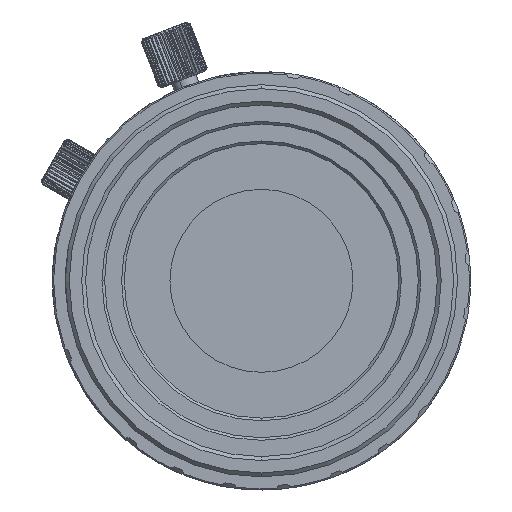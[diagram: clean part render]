
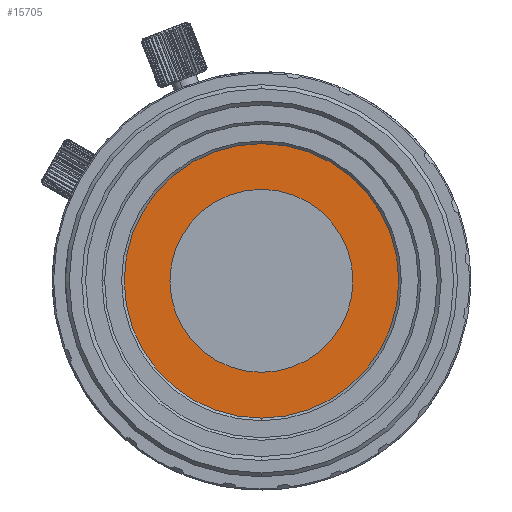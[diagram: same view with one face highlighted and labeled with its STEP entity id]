
A CAD part, left-side view. The second image highlights one B-rep face of the part: STEP entity #15705.
In plain terms, the highlighted planar face has unit normal (-1, 0, 0).
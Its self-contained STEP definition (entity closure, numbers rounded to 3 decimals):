
#406 = CARTESIAN_POINT ( 'NONE',  ( 20.21, 0., 10.5 ) ) ;
#998 = ORIENTED_EDGE ( 'NONE', *, *, #10368, .T. ) ;
#1903 = EDGE_CURVE ( 'NONE', #24946, #21021, #15519, .T. ) ;
#4211 = EDGE_LOOP ( 'NONE', ( #21665, #14938 ) ) ;
#4636 = CARTESIAN_POINT ( 'NONE',  ( 20.21, 0., 0. ) ) ;
#4745 = CIRCLE ( 'NONE', #24299, 7. ) ;
#4975 = AXIS2_PLACEMENT_3D ( 'NONE', #406, #25619, #23833 ) ;
#5554 = EDGE_CURVE ( 'NONE', #7159, #22940, #4745, .T. ) ;
#6159 = CARTESIAN_POINT ( 'NONE',  ( 20.21, 0., -10.5 ) ) ;
#6465 = DIRECTION ( 'NONE',  ( 1., 0., 0. ) ) ;
#6591 = DIRECTION ( 'NONE',  ( 0., 0., -1. ) ) ;
#7159 = VERTEX_POINT ( 'NONE', #14106 ) ;
#7416 = EDGE_CURVE ( 'NONE', #22940, #7159, #19634, .T. ) ;
#9115 = DIRECTION ( 'NONE',  ( 1., 0., 0. ) ) ;
#9557 = DIRECTION ( 'NONE',  ( 0., 0., -1. ) ) ;
#9799 = DIRECTION ( 'NONE',  ( 0., 0., -1. ) ) ;
#10368 = EDGE_CURVE ( 'NONE', #21021, #24946, #25831, .T. ) ;
#13340 = AXIS2_PLACEMENT_3D ( 'NONE', #19766, #15673, #9557 ) ;
#14106 = CARTESIAN_POINT ( 'NONE',  ( 20.21, 0., -7. ) ) ;
#14898 = CARTESIAN_POINT ( 'NONE',  ( 20.21, 0., 0. ) ) ;
#14938 = ORIENTED_EDGE ( 'NONE', *, *, #7416, .T. ) ;
#15365 = CARTESIAN_POINT ( 'NONE',  ( 20.21, 0., 0. ) ) ;
#15519 = CIRCLE ( 'NONE', #13340, 10.5 ) ;
#15673 = DIRECTION ( 'NONE',  ( -1., 0., 0. ) ) ;
#15705 = ADVANCED_FACE ( 'NONE', ( #19101, #21258 ), #21400, .T. ) ;
#17021 = DIRECTION ( 'NONE',  ( 0., 0., -1. ) ) ;
#17540 = DIRECTION ( 'NONE',  ( -1., 0., 0. ) ) ;
#19101 = FACE_BOUND ( 'NONE', #4211, .T. ) ;
#19634 = CIRCLE ( 'NONE', #21385, 7. ) ;
#19743 = AXIS2_PLACEMENT_3D ( 'NONE', #15365, #17540, #9799 ) ;
#19766 = CARTESIAN_POINT ( 'NONE',  ( 20.21, 0., 0. ) ) ;
#21021 = VERTEX_POINT ( 'NONE', #23977 ) ;
#21258 = FACE_OUTER_BOUND ( 'NONE', #25321, .T. ) ;
#21385 = AXIS2_PLACEMENT_3D ( 'NONE', #4636, #9115, #17021 ) ;
#21400 = PLANE ( 'NONE',  #4975 ) ;
#21665 = ORIENTED_EDGE ( 'NONE', *, *, #5554, .T. ) ;
#22940 = VERTEX_POINT ( 'NONE', #25637 ) ;
#23833 = DIRECTION ( 'NONE',  ( 0., 0., 1. ) ) ;
#23977 = CARTESIAN_POINT ( 'NONE',  ( 20.21, 0., 10.5 ) ) ;
#24299 = AXIS2_PLACEMENT_3D ( 'NONE', #14898, #6465, #6591 ) ;
#24946 = VERTEX_POINT ( 'NONE', #6159 ) ;
#25321 = EDGE_LOOP ( 'NONE', ( #26224, #998 ) ) ;
#25619 = DIRECTION ( 'NONE',  ( -1., 0., 0. ) ) ;
#25637 = CARTESIAN_POINT ( 'NONE',  ( 20.21, 0., 7. ) ) ;
#25831 = CIRCLE ( 'NONE', #19743, 10.5 ) ;
#26224 = ORIENTED_EDGE ( 'NONE', *, *, #1903, .T. ) ;
